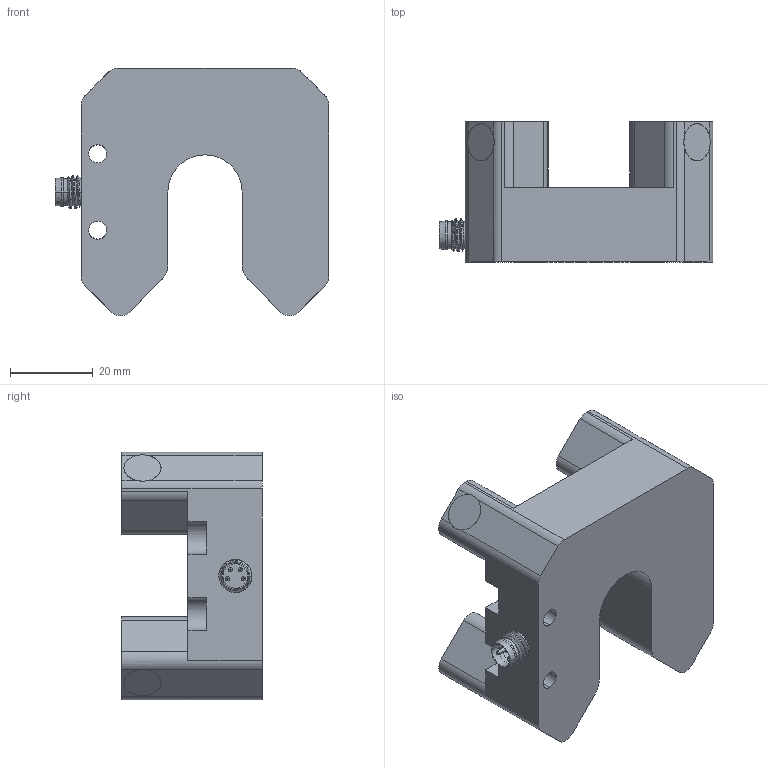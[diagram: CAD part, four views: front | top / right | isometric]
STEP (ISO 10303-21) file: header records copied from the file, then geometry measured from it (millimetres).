
FILE_DESCRIPTION (( 'STEP AP214' ), '1' );
FILE_NAME ('OGLW2-40T-2PS6.STEP', '2021-11-09T15:07:48', ( '' ), ( '' ), 'SwSTEP 2.0', 'SolidWorks 2020', '' );
FILE_SCHEMA (( 'AUTOMOTIVE_DESIGN' ));
Length unit declared in the file: millimetre
Products named in the file (1): OGLW2-40T-2PS6
Bounding box: 66.3 x 34 x 60 mm (x, y, z)
Volume: 63387.1 mm3; surface area: 16392 mm2
Topology: 5 solids, 8 shells, 267 faces, 636 edges, 402 vertices
Faces by surface type: cylinder 143, plane 86, sphere 20, cone 15, bspline 3
Entity records: 9944 total; most frequent: CARTESIAN_POINT 2214, DIRECTION 1431, ORIENTED_EDGE 1224, EDGE_CURVE 612, AXIS2_PLACEMENT_3D 589, VERTEX_POINT 400, CIRCLE 324, EDGE_LOOP 320
